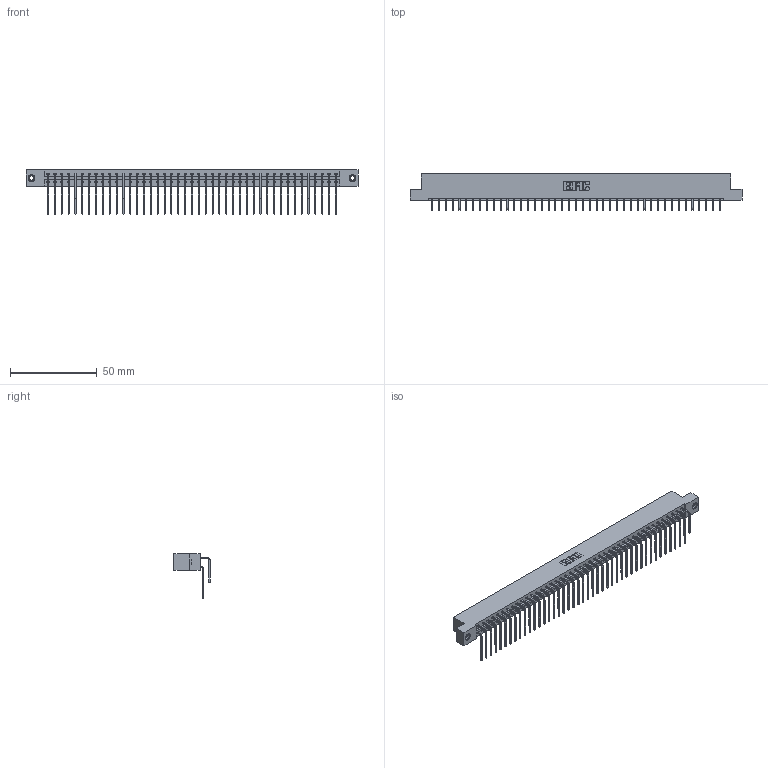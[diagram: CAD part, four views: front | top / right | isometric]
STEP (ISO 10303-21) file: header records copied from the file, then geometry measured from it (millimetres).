
FILE_DESCRIPTION (( 'STEP AP203' ), '1' );
FILE_NAME ('333-086-559-207.STEP', '2018-08-05T06:59:51', ( '' ), ( '' ), 'SwSTEP 2.0', 'SolidWorks 2016', '' );
FILE_SCHEMA (( 'CONFIG_CONTROL_DESIGN' ));
Length unit declared in the file: inch
Products named in the file (5): 333 Part_Flush - .156 Dia - TI; 345-292-001_558 559 Tail - 1; 345-292-001_559 Tail - 2; 345-250-001_345-250-005-103; 333-086-559-207
Assembly tree (89 placements, depth 2):
  333-086-559-207
    333 Part_Flush - .156 Dia - TI
    345-292-001_558 559 Tail - 1  x43
    345-292-001_559 Tail - 2  x43
    345-250-001_345-250-005-103  x2
Bounding box: 191.92 x 20.9 x 25.53 mm (x, y, z)
Volume: 20086.1 mm3; surface area: 26262.8 mm2
Topology: 89 solids, 89 shells, 4818 faces, 14293 edges, 9406 vertices
Faces by surface type: plane 3370, cylinder 1432, cone 12, torus 4
Entity records: 30504 total; most frequent: CARTESIAN_POINT 5088, ORIENTED_EDGE 4966, DIRECTION 4357, EDGE_CURVE 2483, LINE 2295, VECTOR 2295, VERTEX_POINT 1648, AXIS2_PLACEMENT_3D 1031
